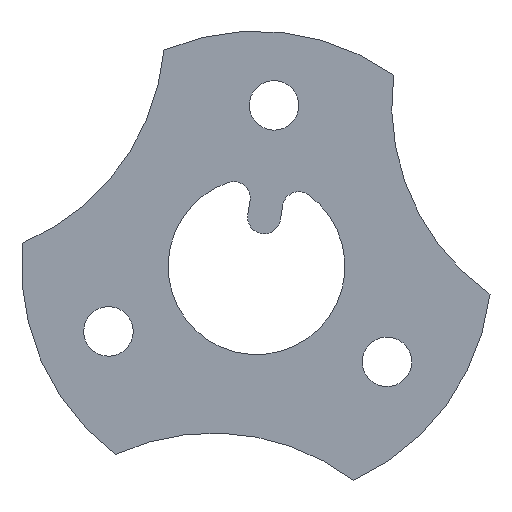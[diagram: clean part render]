
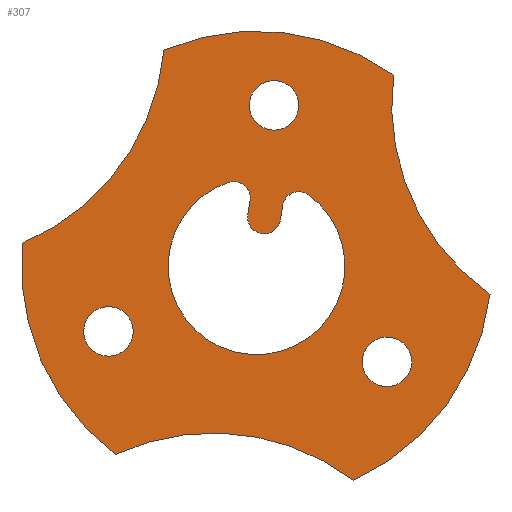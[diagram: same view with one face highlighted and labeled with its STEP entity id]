
A CAD part, left-side view. The second image highlights one B-rep face of the part: STEP entity #307.
In plain terms, the highlighted planar face has unit normal (-1, 0, 0).
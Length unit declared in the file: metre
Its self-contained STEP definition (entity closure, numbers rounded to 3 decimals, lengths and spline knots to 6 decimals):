
#33=LINE('',#507,#49);
#34=LINE('',#511,#50);
#49=VECTOR('',#404,1.);
#50=VECTOR('',#407,1.);
#65=ORIENTED_EDGE('',*,*,#149,.T.);
#66=ORIENTED_EDGE('',*,*,#150,.T.);
#67=ORIENTED_EDGE('',*,*,#151,.T.);
#68=ORIENTED_EDGE('',*,*,#152,.T.);
#69=ORIENTED_EDGE('',*,*,#153,.F.);
#70=ORIENTED_EDGE('',*,*,#154,.T.);
#71=ORIENTED_EDGE('',*,*,#155,.F.);
#72=ORIENTED_EDGE('',*,*,#156,.T.);
#73=ORIENTED_EDGE('',*,*,#157,.F.);
#74=ORIENTED_EDGE('',*,*,#158,.T.);
#75=ORIENTED_EDGE('',*,*,#159,.T.);
#76=ORIENTED_EDGE('',*,*,#160,.F.);
#77=ORIENTED_EDGE('',*,*,#161,.F.);
#78=ORIENTED_EDGE('',*,*,#162,.T.);
#79=ORIENTED_EDGE('',*,*,#163,.T.);
#149=EDGE_CURVE('',#191,#191,#221,.T.);
#150=EDGE_CURVE('',#192,#192,#222,.T.);
#151=EDGE_CURVE('',#193,#193,#223,.T.);
#152=EDGE_CURVE('',#194,#195,#224,.T.);
#153=EDGE_CURVE('',#196,#195,#225,.T.);
#154=EDGE_CURVE('',#196,#197,#226,.T.);
#155=EDGE_CURVE('',#198,#197,#227,.T.);
#156=EDGE_CURVE('',#198,#199,#228,.T.);
#157=EDGE_CURVE('',#194,#199,#229,.T.);
#158=EDGE_CURVE('',#200,#201,#230,.T.);
#159=EDGE_CURVE('',#201,#202,#33,.T.);
#160=EDGE_CURVE('',#203,#202,#231,.T.);
#161=EDGE_CURVE('',#204,#203,#34,.T.);
#162=EDGE_CURVE('',#204,#205,#232,.T.);
#163=EDGE_CURVE('',#205,#200,#233,.T.);
#191=VERTEX_POINT('',#487);
#192=VERTEX_POINT('',#489);
#193=VERTEX_POINT('',#491);
#194=VERTEX_POINT('',#493);
#195=VERTEX_POINT('',#494);
#196=VERTEX_POINT('',#496);
#197=VERTEX_POINT('',#498);
#198=VERTEX_POINT('',#500);
#199=VERTEX_POINT('',#502);
#200=VERTEX_POINT('',#505);
#201=VERTEX_POINT('',#506);
#202=VERTEX_POINT('',#508);
#203=VERTEX_POINT('',#510);
#204=VERTEX_POINT('',#512);
#205=VERTEX_POINT('',#514);
#221=CIRCLE('',#338,0.001191);
#222=CIRCLE('',#339,0.001191);
#223=CIRCLE('',#340,0.001191);
#224=CIRCLE('',#341,0.011135);
#225=CIRCLE('',#342,0.011311);
#226=CIRCLE('',#343,0.011135);
#227=CIRCLE('',#344,0.011311);
#228=CIRCLE('',#345,0.011135);
#229=CIRCLE('',#346,0.011311);
#230=CIRCLE('',#347,0.000794);
#231=CIRCLE('',#348,0.000794);
#232=CIRCLE('',#349,0.000794);
#233=CIRCLE('',#350,0.004254);
#247=EDGE_LOOP('',(#65));
#248=EDGE_LOOP('',(#66));
#249=EDGE_LOOP('',(#67));
#250=EDGE_LOOP('',(#68,#69,#70,#71,#72,#73));
#251=EDGE_LOOP('',(#74,#75,#76,#77,#78,#79));
#275=FACE_BOUND('',#247,.T.);
#276=FACE_BOUND('',#248,.T.);
#277=FACE_BOUND('',#249,.T.);
#278=FACE_BOUND('',#250,.T.);
#279=FACE_BOUND('',#251,.T.);
#303=PLANE('',#337);
#307=ADVANCED_FACE('',(#275,#276,#277,#278,#279),#303,.T.);
#337=AXIS2_PLACEMENT_3D('',#485,#382,#383);
#338=AXIS2_PLACEMENT_3D('',#486,#384,#385);
#339=AXIS2_PLACEMENT_3D('',#488,#386,#387);
#340=AXIS2_PLACEMENT_3D('',#490,#388,#389);
#341=AXIS2_PLACEMENT_3D('',#492,#390,#391);
#342=AXIS2_PLACEMENT_3D('',#495,#392,#393);
#343=AXIS2_PLACEMENT_3D('',#497,#394,#395);
#344=AXIS2_PLACEMENT_3D('',#499,#396,#397);
#345=AXIS2_PLACEMENT_3D('',#501,#398,#399);
#346=AXIS2_PLACEMENT_3D('',#503,#400,#401);
#347=AXIS2_PLACEMENT_3D('',#504,#402,#403);
#348=AXIS2_PLACEMENT_3D('',#509,#405,#406);
#349=AXIS2_PLACEMENT_3D('',#513,#408,#409);
#350=AXIS2_PLACEMENT_3D('',#515,#410,#411);
#382=DIRECTION('',(-1.,0.,0.));
#383=DIRECTION('',(0.,-0.362,0.932));
#384=DIRECTION('',(1.,0.,0.));
#385=DIRECTION('',(0.,0.647,-0.762));
#386=DIRECTION('',(1.,0.,0.));
#387=DIRECTION('',(0.,0.647,-0.762));
#388=DIRECTION('',(1.,0.,0.));
#389=DIRECTION('',(0.,0.647,-0.762));
#390=DIRECTION('',(1.,0.,0.));
#391=DIRECTION('',(0.,0.932,0.362));
#392=DIRECTION('',(1.,0.,0.));
#393=DIRECTION('',(0.,0.932,0.362));
#394=DIRECTION('',(1.,0.,0.));
#395=DIRECTION('',(0.,0.932,0.362));
#396=DIRECTION('',(1.,0.,0.));
#397=DIRECTION('',(0.,0.932,0.362));
#398=DIRECTION('',(1.,0.,0.));
#399=DIRECTION('',(0.,0.932,0.362));
#400=DIRECTION('',(1.,0.,0.));
#401=DIRECTION('',(0.,0.932,0.362));
#402=DIRECTION('',(1.,0.,0.));
#403=DIRECTION('',(0.,0.647,-0.762));
#404=DIRECTION('',(0.,0.154,-0.988));
#405=DIRECTION('',(1.,0.,0.));
#406=DIRECTION('',(0.,0.647,-0.762));
#407=DIRECTION('',(0.,0.154,-0.988));
#408=DIRECTION('',(1.,0.,0.));
#409=DIRECTION('',(0.,0.647,-0.762));
#410=DIRECTION('',(1.,0.,0.));
#411=DIRECTION('',(0.,0.647,-0.762));
#485=CARTESIAN_POINT('',(0.01068,0.661573,-0.063477));
#486=CARTESIAN_POINT('',(0.01068,0.660997,-0.055859));
#487=CARTESIAN_POINT('',(0.01068,0.661768,-0.056766));
#488=CARTESIAN_POINT('',(0.01068,0.655564,-0.068195));
#489=CARTESIAN_POINT('',(0.01068,0.656335,-0.069102));
#490=CARTESIAN_POINT('',(0.01068,0.668964,-0.066732));
#491=CARTESIAN_POINT('',(0.01068,0.669735,-0.067639));
#492=CARTESIAN_POINT('',(0.01068,0.677387,-0.052205));
#493=CARTESIAN_POINT('',(0.01068,0.666296,-0.053198));
#494=CARTESIAN_POINT('',(0.01068,0.673098,-0.062481));
#495=CARTESIAN_POINT('',(0.01068,0.661842,-0.063595));
#496=CARTESIAN_POINT('',(0.01068,0.668619,-0.072651));
#497=CARTESIAN_POINT('',(0.01068,0.663933,-0.082752));
#498=CARTESIAN_POINT('',(0.01068,0.657179,-0.0739));
#499=CARTESIAN_POINT('',(0.01068,0.661842,-0.063595));
#500=CARTESIAN_POINT('',(0.01068,0.650611,-0.064936));
#501=CARTESIAN_POINT('',(0.01068,0.644206,-0.055828));
#502=CARTESIAN_POINT('',(0.01068,0.655249,-0.054404));
#503=CARTESIAN_POINT('',(0.01068,0.661842,-0.063595));
#504=CARTESIAN_POINT('',(0.01068,0.662938,-0.060313));
#505=CARTESIAN_POINT('',(0.01068,0.66319,-0.059561));
#506=CARTESIAN_POINT('',(0.01068,0.662154,-0.060435));
#507=CARTESIAN_POINT('',(0.01068,0.662207,-0.060778));
#508=CARTESIAN_POINT('',(0.01068,0.662261,-0.06112));
#509=CARTESIAN_POINT('',(0.01068,0.661476,-0.061242));
#510=CARTESIAN_POINT('',(0.01068,0.660692,-0.061364));
#511=CARTESIAN_POINT('',(0.01068,0.660639,-0.061022));
#512=CARTESIAN_POINT('',(0.01068,0.660585,-0.060679));
#513=CARTESIAN_POINT('',(0.01068,0.659801,-0.060801));
#514=CARTESIAN_POINT('',(0.01068,0.659333,-0.06016));
#515=CARTESIAN_POINT('',(0.01068,0.661842,-0.063595));
